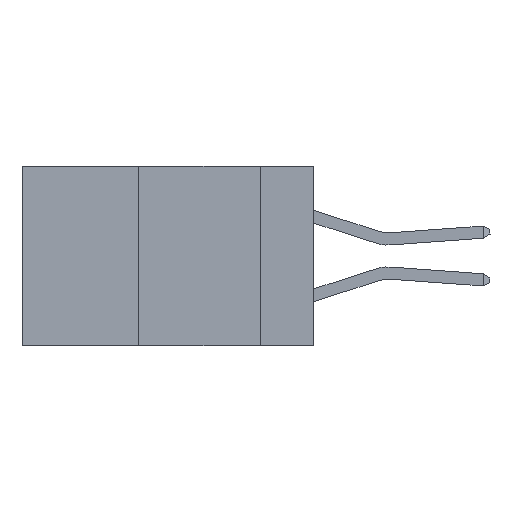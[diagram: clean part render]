
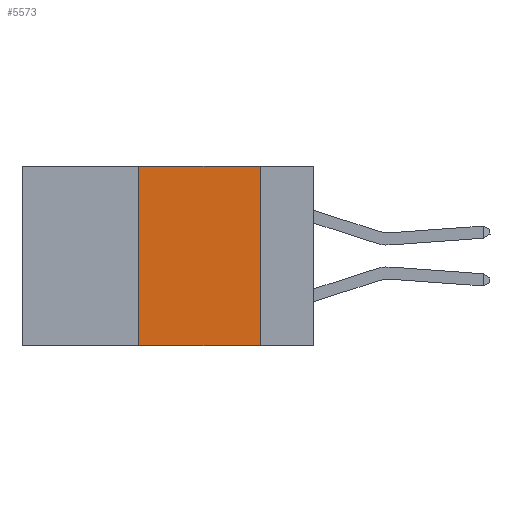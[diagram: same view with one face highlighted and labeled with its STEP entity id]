
A CAD part, left-side view. The second image highlights one B-rep face of the part: STEP entity #5573.
In plain terms, the highlighted planar face has unit normal (-1, 0, 0).
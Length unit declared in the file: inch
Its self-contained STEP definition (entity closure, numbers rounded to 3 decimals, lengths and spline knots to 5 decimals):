
#1273 = EDGE_LOOP ( 'NONE', ( #13616, #26676, #2267, #11720 ) ) ;
#1449 = VECTOR ( 'NONE', #19992, 39.37008 ) ;
#2015 = DIRECTION ( 'NONE',  ( 0., 0., -1. ) ) ;
#2267 = ORIENTED_EDGE ( 'NONE', *, *, #35444, .F. ) ;
#2659 = LINE ( 'NONE', #6386, #1449 ) ;
#2660 = LINE ( 'NONE', #28802, #15783 ) ;
#4434 = FACE_OUTER_BOUND ( 'NONE', #1273, .T. ) ;
#5573 = ADVANCED_FACE ( 'NONE', ( #4434 ), #34292, .F. ) ;
#6386 = CARTESIAN_POINT ( 'NONE',  ( 0., 0.6, -0.37 ) ) ;
#11720 = ORIENTED_EDGE ( 'NONE', *, *, #16109, .T. ) ;
#11795 = EDGE_CURVE ( 'NONE', #20763, #17527, #2660, .T. ) ;
#12290 = CARTESIAN_POINT ( 'NONE',  ( 0., 0.6, 0. ) ) ;
#13616 = ORIENTED_EDGE ( 'NONE', *, *, #11795, .F. ) ;
#15010 = VECTOR ( 'NONE', #39084, 39.37008 ) ;
#15783 = VECTOR ( 'NONE', #2015, 39.37008 ) ;
#16109 = EDGE_CURVE ( 'NONE', #35471, #17527, #2659, .T. ) ;
#16373 = DIRECTION ( 'NONE',  ( 0., 0., 1. ) ) ;
#17527 = VERTEX_POINT ( 'NONE', #35441 ) ;
#17815 = CARTESIAN_POINT ( 'NONE',  ( 0., 0.6, 0. ) ) ;
#18881 = VECTOR ( 'NONE', #16373, 39.37008 ) ;
#19992 = DIRECTION ( 'NONE',  ( 0., -1., 0. ) ) ;
#20643 = CARTESIAN_POINT ( 'NONE',  ( 0., 0.36, 0. ) ) ;
#20763 = VERTEX_POINT ( 'NONE', #30562 ) ;
#22977 = CARTESIAN_POINT ( 'NONE',  ( 0., 0.36, -0.37 ) ) ;
#26676 = ORIENTED_EDGE ( 'NONE', *, *, #38237, .F. ) ;
#28802 = CARTESIAN_POINT ( 'NONE',  ( 0., 0.11, 0. ) ) ;
#29389 = AXIS2_PLACEMENT_3D ( 'NONE', #17815, #31856, #41960 ) ;
#30562 = CARTESIAN_POINT ( 'NONE',  ( 0., 0.11, 0. ) ) ;
#31841 = LINE ( 'NONE', #12290, #15010 ) ;
#31856 = DIRECTION ( 'NONE',  ( 1., 0., 0. ) ) ;
#34292 = PLANE ( 'NONE',  #29389 ) ;
#34718 = VERTEX_POINT ( 'NONE', #20643 ) ;
#35441 = CARTESIAN_POINT ( 'NONE',  ( 0., 0.11, -0.37 ) ) ;
#35444 = EDGE_CURVE ( 'NONE', #35471, #34718, #36354, .T. ) ;
#35471 = VERTEX_POINT ( 'NONE', #22977 ) ;
#35706 = CARTESIAN_POINT ( 'NONE',  ( 0., 0.36, 0. ) ) ;
#36354 = LINE ( 'NONE', #35706, #18881 ) ;
#38237 = EDGE_CURVE ( 'NONE', #34718, #20763, #31841, .T. ) ;
#39084 = DIRECTION ( 'NONE',  ( 0., -1., 0. ) ) ;
#41960 = DIRECTION ( 'NONE',  ( 0., 0., -1. ) ) ;
